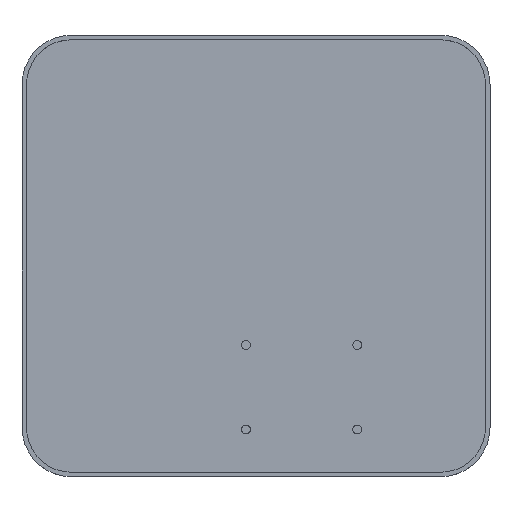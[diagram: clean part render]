
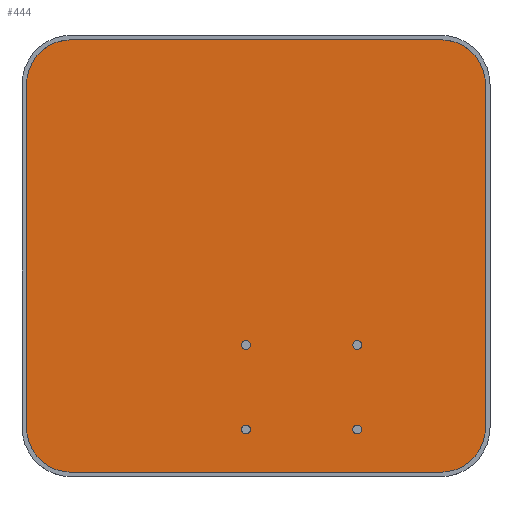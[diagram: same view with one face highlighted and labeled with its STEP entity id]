
A CAD part, top view. The second image highlights one B-rep face of the part: STEP entity #444.
In plain terms, the highlighted planar face has unit normal (0, 0, 1).
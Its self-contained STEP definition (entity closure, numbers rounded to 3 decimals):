
#46=FACE_OUTER_BOUND('',#78,.T.);
#78=EDGE_LOOP('',(#351,#352,#353,#354,#355,#356,#357,#358));
#119=LINE('',#803,#155);
#120=LINE('',#807,#156);
#121=LINE('',#811,#157);
#122=LINE('',#814,#158);
#155=VECTOR('',#645,10.);
#156=VECTOR('',#648,10.);
#157=VECTOR('',#651,10.);
#158=VECTOR('',#654,10.);
#183=CIRCLE('',#533,10.08);
#184=CIRCLE('',#534,10.08);
#185=CIRCLE('',#535,10.08);
#186=CIRCLE('',#536,10.08);
#219=VERTEX_POINT('',#799);
#220=VERTEX_POINT('',#800);
#221=VERTEX_POINT('',#802);
#222=VERTEX_POINT('',#804);
#223=VERTEX_POINT('',#806);
#224=VERTEX_POINT('',#808);
#225=VERTEX_POINT('',#810);
#226=VERTEX_POINT('',#812);
#267=EDGE_CURVE('',#219,#220,#183,.F.);
#268=EDGE_CURVE('',#221,#220,#119,.T.);
#269=EDGE_CURVE('',#221,#222,#184,.F.);
#270=EDGE_CURVE('',#223,#222,#120,.T.);
#271=EDGE_CURVE('',#223,#224,#185,.F.);
#272=EDGE_CURVE('',#225,#224,#121,.T.);
#273=EDGE_CURVE('',#225,#226,#186,.F.);
#274=EDGE_CURVE('',#219,#226,#122,.T.);
#351=ORIENTED_EDGE('',*,*,#267,.T.);
#352=ORIENTED_EDGE('',*,*,#268,.F.);
#353=ORIENTED_EDGE('',*,*,#269,.T.);
#354=ORIENTED_EDGE('',*,*,#270,.F.);
#355=ORIENTED_EDGE('',*,*,#271,.T.);
#356=ORIENTED_EDGE('',*,*,#272,.F.);
#357=ORIENTED_EDGE('',*,*,#273,.T.);
#358=ORIENTED_EDGE('',*,*,#274,.F.);
#421=PLANE('',#532);
#444=ADVANCED_FACE('',(#46),#421,.T.);
#532=AXIS2_PLACEMENT_3D('',#798,#641,#642);
#533=AXIS2_PLACEMENT_3D('',#801,#643,#644);
#534=AXIS2_PLACEMENT_3D('',#805,#646,#647);
#535=AXIS2_PLACEMENT_3D('',#809,#649,#650);
#536=AXIS2_PLACEMENT_3D('',#813,#652,#653);
#641=DIRECTION('center_axis',(0.,0.,1.));
#642=DIRECTION('ref_axis',(1.,0.,0.));
#643=DIRECTION('center_axis',(0.,0.,-1.));
#644=DIRECTION('ref_axis',(1.,0.,0.));
#645=DIRECTION('',(1.,0.,0.));
#646=DIRECTION('center_axis',(0.,0.,-1.));
#647=DIRECTION('ref_axis',(0.,1.,0.));
#648=DIRECTION('',(0.,1.,0.));
#649=DIRECTION('center_axis',(0.,0.,-1.));
#650=DIRECTION('ref_axis',(-1.,0.,0.));
#651=DIRECTION('',(-1.,0.,0.));
#652=DIRECTION('center_axis',(0.,0.,-1.));
#653=DIRECTION('ref_axis',(0.,-1.,0.));
#654=DIRECTION('',(0.,-1.,0.));
#798=CARTESIAN_POINT('Origin',(46.546,44.196,-5.));
#799=CARTESIAN_POINT('',(98.091,82.677,-5.));
#800=CARTESIAN_POINT('',(88.011,92.757,-5.));
#801=CARTESIAN_POINT('Origin',(88.011,82.677,-5.));
#802=CARTESIAN_POINT('',(5.08,92.757,-5.));
#803=CARTESIAN_POINT('',(67.278,92.757,-5.));
#804=CARTESIAN_POINT('',(-5.,82.677,-5.));
#805=CARTESIAN_POINT('Origin',(5.08,82.677,-5.));
#806=CARTESIAN_POINT('',(-5.,5.715,-5.));
#807=CARTESIAN_POINT('',(-5.,63.437,-5.));
#808=CARTESIAN_POINT('',(5.08,-4.365,-5.));
#809=CARTESIAN_POINT('Origin',(5.08,5.715,-5.));
#810=CARTESIAN_POINT('',(88.011,-4.365,-5.));
#811=CARTESIAN_POINT('',(25.813,-4.365,-5.));
#812=CARTESIAN_POINT('',(98.091,5.715,-5.));
#813=CARTESIAN_POINT('Origin',(88.011,5.715,-5.));
#814=CARTESIAN_POINT('',(98.091,24.956,-5.));
